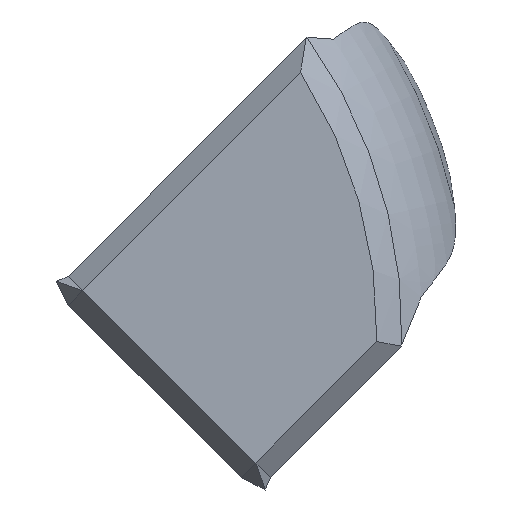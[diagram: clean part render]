
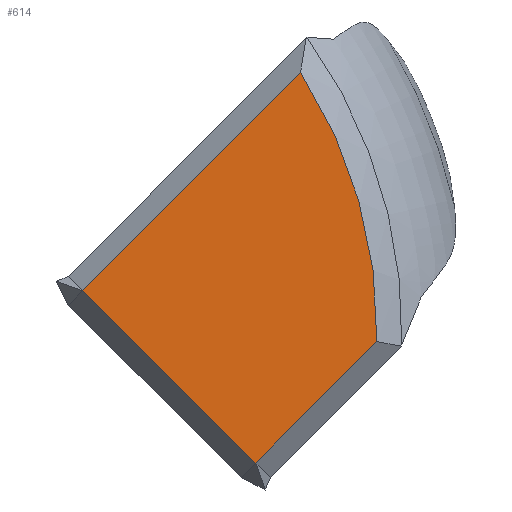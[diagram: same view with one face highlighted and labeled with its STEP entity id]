
A CAD part, front view. The second image highlights one B-rep face of the part: STEP entity #614.
In plain terms, the highlighted planar face has unit normal (0, -1, 0).
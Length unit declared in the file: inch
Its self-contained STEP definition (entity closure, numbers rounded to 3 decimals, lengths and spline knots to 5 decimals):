
#15 = VECTOR ( 'NONE', #206, 39.37008 ) ;
#75 = LINE ( 'NONE', #763, #335 ) ;
#78 = PLANE ( 'NONE',  #200 ) ;
#85 = DIRECTION ( 'NONE',  ( 0., 0., -1. ) ) ;
#104 = EDGE_LOOP ( 'NONE', ( #961, #201, #846, #883 ) ) ;
#122 = CARTESIAN_POINT ( 'NONE',  ( 0.9664, -0.82, 0.53109 ) ) ;
#148 = FACE_OUTER_BOUND ( 'NONE', #104, .T. ) ;
#151 = DIRECTION ( 'NONE',  ( 0., -1., 0. ) ) ;
#173 = DIRECTION ( 'NONE',  ( 0., -1., 0. ) ) ;
#200 = AXIS2_PLACEMENT_3D ( 'NONE', #553, #151, #85 ) ;
#201 = ORIENTED_EDGE ( 'NONE', *, *, #935, .T. ) ;
#206 = DIRECTION ( 'NONE',  ( -0.705, 0., -0.709 ) ) ;
#265 = VERTEX_POINT ( 'NONE', #271 ) ;
#271 = CARTESIAN_POINT ( 'NONE',  ( 1.09006, -0.82, -0.40277 ) ) ;
#304 = CARTESIAN_POINT ( 'NONE',  ( 1.09461, -0.82, -0.40731 ) ) ;
#335 = VECTOR ( 'NONE', #836, 39.37008 ) ;
#368 = VECTOR ( 'NONE', #821, 39.37008 ) ;
#386 = EDGE_CURVE ( 'NONE', #265, #976, #75, .T. ) ;
#400 = CARTESIAN_POINT ( 'NONE',  ( 0., -0.82, 0. ) ) ;
#433 = VERTEX_POINT ( 'NONE', #998 ) ;
#502 = CARTESIAN_POINT ( 'NONE',  ( 1.22634, -0.82, 0.79226 ) ) ;
#553 = CARTESIAN_POINT ( 'NONE',  ( 1.5, -0.82, 0. ) ) ;
#614 = ADVANCED_FACE ( 'NONE', ( #148 ), #78, .T. ) ;
#703 = DIRECTION ( 'NONE',  ( 0., 0., -1. ) ) ;
#723 = CIRCLE ( 'NONE', #847, 1.46 ) ;
#729 = EDGE_CURVE ( 'NONE', #976, #890, #723, .T. ) ;
#734 = LINE ( 'NONE', #122, #15 ) ;
#763 = CARTESIAN_POINT ( 'NONE',  ( 1.49544, -0.82, 0.00453 ) ) ;
#818 = LINE ( 'NONE', #304, #368 ) ;
#821 = DIRECTION ( 'NONE',  ( 0.709, 0., -0.705 ) ) ;
#836 = DIRECTION ( 'NONE',  ( 0.705, 0., 0.709 ) ) ;
#846 = ORIENTED_EDGE ( 'NONE', *, *, #980, .T. ) ;
#847 = AXIS2_PLACEMENT_3D ( 'NONE', #400, #173, #703 ) ;
#883 = ORIENTED_EDGE ( 'NONE', *, *, #386, .T. ) ;
#890 = VERTEX_POINT ( 'NONE', #502 ) ;
#907 = CARTESIAN_POINT ( 'NONE',  ( 1.45966, -0.82, -0.03142 ) ) ;
#935 = EDGE_CURVE ( 'NONE', #890, #433, #734, .T. ) ;
#961 = ORIENTED_EDGE ( 'NONE', *, *, #729, .T. ) ;
#976 = VERTEX_POINT ( 'NONE', #907 ) ;
#980 = EDGE_CURVE ( 'NONE', #433, #265, #818, .T. ) ;
#998 = CARTESIAN_POINT ( 'NONE',  ( 0.56101, -0.82, 0.12378 ) ) ;
